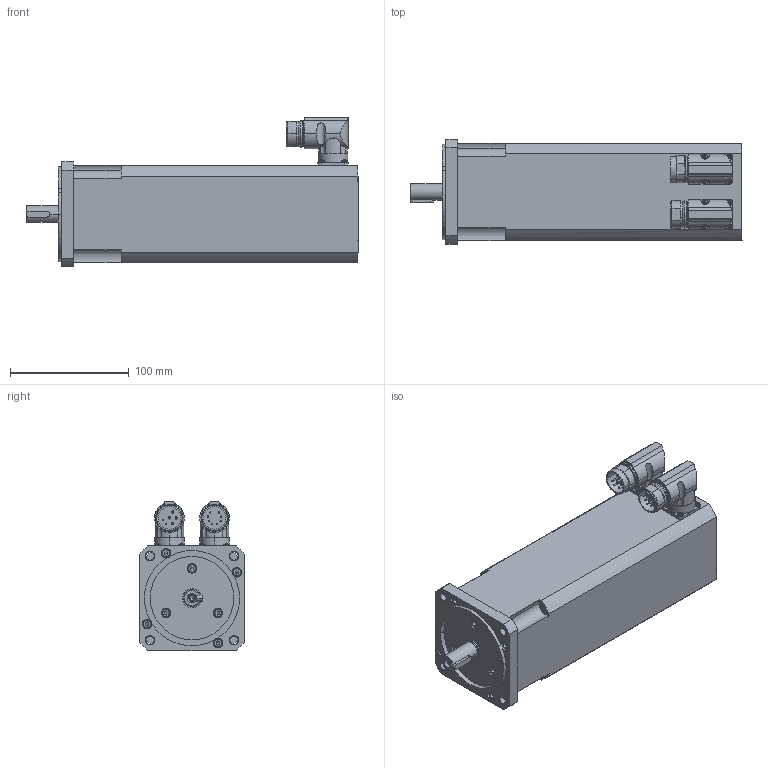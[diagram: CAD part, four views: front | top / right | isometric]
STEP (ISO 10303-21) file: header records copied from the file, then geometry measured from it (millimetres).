
FILE_DESCRIPTION((''),'2;1');
FILE_NAME('ACM2n0290-BR.stp','2005-06-01T15:34:00',(''),(''),'Mechanical Desktop 2005','Mechanical Desktop 2005',', , ');
FILE_SCHEMA(('AUTOMOTIVE_DESIGN { 1 2 10303 214 0 1 1 1 }'));
Length unit declared in the file: millimetre
Products named in the file (2): ACM2N0290-BR; CARCASA
Assembly tree (1 placements, depth 2):
  ACM2N0290-BR
    CARCASA
Bounding box: 279 x 88 x 125.22 mm (x, y, z)
Volume: 1691709.2 mm3; surface area: 112788.2 mm2
Topology: 1 solids, 9 shells, 1159 faces, 2828 edges, 1693 vertices
Faces by surface type: plane 403, cylinder 314, cone 240, torus 152, sphere 32, bspline 18
Entity records: 35574 total; most frequent: CARTESIAN_POINT 8244, DIRECTION 6179, ORIENTED_EDGE 5536, EDGE_CURVE 2768, AXIS2_PLACEMENT_3D 2532, VERTEX_POINT 1693, CIRCLE 1389, EDGE_LOOP 1249
